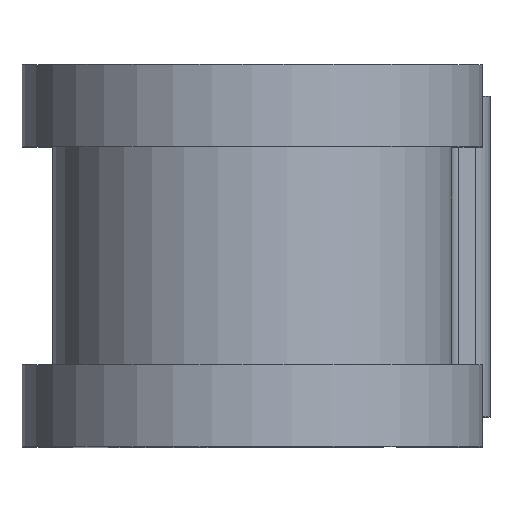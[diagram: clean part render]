
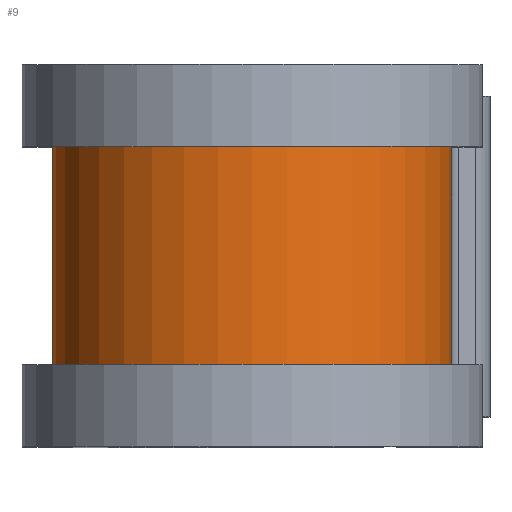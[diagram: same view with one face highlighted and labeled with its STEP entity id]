
A CAD part, top view. The second image highlights one B-rep face of the part: STEP entity #9.
In plain terms, the highlighted cylindrical face has radius 9.881 mm (diameter 19.761 mm), a partial arc.
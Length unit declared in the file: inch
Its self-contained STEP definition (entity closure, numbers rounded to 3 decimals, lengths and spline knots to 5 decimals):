
#9 = ADVANCED_FACE ( 'NONE', ( #154 ), #130, .T. ) ;
#12 = VECTOR ( 'NONE', #1580, 39.37008 ) ;
#117 = CARTESIAN_POINT ( 'NONE',  ( -0.389, -0.2125, 0.562 ) ) ;
#130 = CYLINDRICAL_SURFACE ( 'NONE', #837, 0.389 ) ;
#145 = CIRCLE ( 'NONE', #1545, 0.389 ) ;
#154 = FACE_OUTER_BOUND ( 'NONE', #1995, .T. ) ;
#155 = CIRCLE ( 'NONE', #1942, 0.389 ) ;
#182 = CARTESIAN_POINT ( 'NONE',  ( 0.389, 0.3125, 0.562 ) ) ;
#252 = CARTESIAN_POINT ( 'NONE',  ( -0.389, 0.3125, 0.562 ) ) ;
#338 = CARTESIAN_POINT ( 'NONE',  ( 0.389, -0.2125, 0.562 ) ) ;
#364 = VERTEX_POINT ( 'NONE', #785 ) ;
#388 = LINE ( 'NONE', #252, #2122 ) ;
#473 = CARTESIAN_POINT ( 'NONE',  ( 0.389, 0.2125, 0.562 ) ) ;
#501 = ORIENTED_EDGE ( 'NONE', *, *, #1809, .F. ) ;
#513 = ORIENTED_EDGE ( 'NONE', *, *, #908, .T. ) ;
#546 = ORIENTED_EDGE ( 'NONE', *, *, #1861, .F. ) ;
#607 = ORIENTED_EDGE ( 'NONE', *, *, #1997, .T. ) ;
#785 = CARTESIAN_POINT ( 'NONE',  ( -0.389, 0.2125, 0.562 ) ) ;
#798 = CARTESIAN_POINT ( 'NONE',  ( 0., -0.2125, 0.562 ) ) ;
#837 = AXIS2_PLACEMENT_3D ( 'NONE', #1564, #1926, #1259 ) ;
#908 = EDGE_CURVE ( 'NONE', #1188, #364, #155, .T. ) ;
#952 = CARTESIAN_POINT ( 'NONE',  ( 0., 0.2125, 0.562 ) ) ;
#970 = DIRECTION ( 'NONE',  ( 0., 0., -1. ) ) ;
#988 = LINE ( 'NONE', #182, #12 ) ;
#1114 = DIRECTION ( 'NONE',  ( 0., 0., -1. ) ) ;
#1188 = VERTEX_POINT ( 'NONE', #473 ) ;
#1259 = DIRECTION ( 'NONE',  ( 0., 0., -1. ) ) ;
#1313 = DIRECTION ( 'NONE',  ( 0., -1., 0. ) ) ;
#1394 = VERTEX_POINT ( 'NONE', #338 ) ;
#1545 = AXIS2_PLACEMENT_3D ( 'NONE', #798, #1905, #970 ) ;
#1564 = CARTESIAN_POINT ( 'NONE',  ( 0., 0.3125, 0.562 ) ) ;
#1580 = DIRECTION ( 'NONE',  ( 0., -1., 0. ) ) ;
#1809 = EDGE_CURVE ( 'NONE', #1188, #1394, #988, .T. ) ;
#1861 = EDGE_CURVE ( 'NONE', #1394, #2110, #145, .T. ) ;
#1905 = DIRECTION ( 'NONE',  ( 0., -1., 0. ) ) ;
#1926 = DIRECTION ( 'NONE',  ( 0., -1., 0. ) ) ;
#1942 = AXIS2_PLACEMENT_3D ( 'NONE', #952, #2019, #1114 ) ;
#1995 = EDGE_LOOP ( 'NONE', ( #501, #513, #607, #546 ) ) ;
#1997 = EDGE_CURVE ( 'NONE', #364, #2110, #388, .T. ) ;
#2019 = DIRECTION ( 'NONE',  ( 0., -1., 0. ) ) ;
#2110 = VERTEX_POINT ( 'NONE', #117 ) ;
#2122 = VECTOR ( 'NONE', #1313, 39.37008 ) ;
